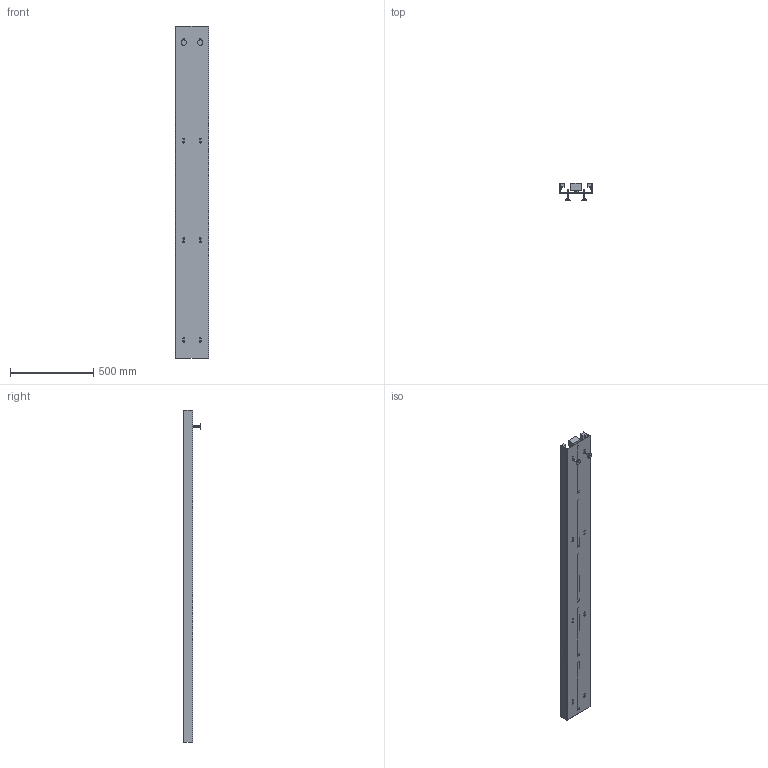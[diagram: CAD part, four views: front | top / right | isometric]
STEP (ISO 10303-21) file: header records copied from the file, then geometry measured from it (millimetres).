
FILE_DESCRIPTION((''),'2;1');
FILE_NAME('BKG2006011_BKG3002LA_ASM','2022-11-08T10:16:36',('hollstem'),(''),'CREO PARAMETRIC BY PTC INC, 2022024','CREO PARAMETRIC BY PTC INC, 2022024','');
FILE_SCHEMA(('AUTOMOTIVE_DESIGN { 1 0 10303 214 1 1 1 1 }'));
Length unit declared in the file: millimetre
Products named in the file (15): T-01017; T-01024; T-01025_AF0; T-01026_ASM; T-01514_ASM; T-01531_ASM; 63187-M; 63189-M_ASM; 21045-M; 21042-M; 66107-M_ASM; BKG2006011_ASM; AUSLASS; BKG2002LA_ASM; BKG2006011_BKG3002LA_ASM
Assembly tree (21 placements, depth 5):
  BKG2006011_BKG3002LA_ASM
    BKG2006011_ASM
      T-01017
      T-01024  x2
      T-01514_ASM
        T-01026_ASM
          T-01025_AF0
      T-01531_ASM
        T-01026_ASM
          T-01025_AF0
      63189-M_ASM  x5
        63187-M
      66107-M_ASM  x2
        21045-M
        21042-M
    BKG2002LA_ASM
      AUSLASS
Bounding box: 200 x 104.9 x 2000 mm (x, y, z)
Volume: 5351794.7 mm3; surface area: 2468553.1 mm2
Topology: 15 solids, 45 shells, 355 faces, 2597 edges, 2375 vertices
Faces by surface type: plane 220, cylinder 89, torus 32, cone 14
Entity records: 22600 total; most frequent: CARTESIAN_POINT 3950, DIRECTION 2463, PROPERTY_DEFINITION 1030, REPRESENTATION 1020, PROPERTY_DEFINITION_REPRESENTATION 1020, GENERAL_PROPERTY 888, GENERAL_PROPERTY_ASSOCIATION 888, PRESENTATION_STYLE_ASSIGNMENT 886
